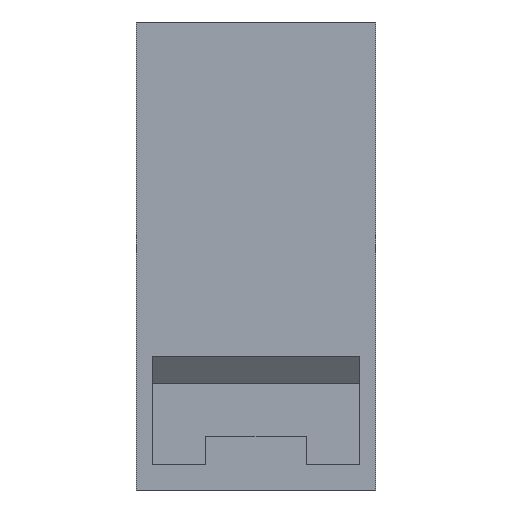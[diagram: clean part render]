
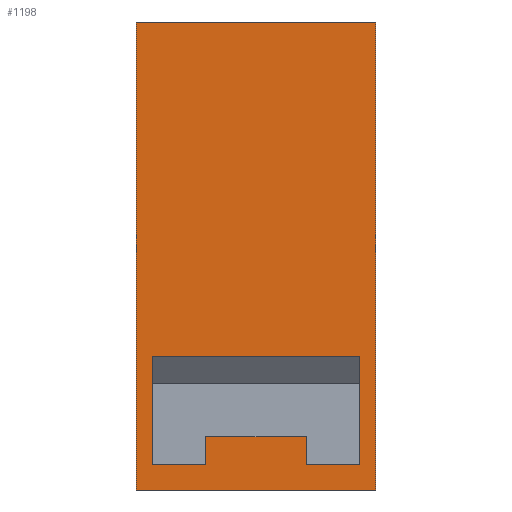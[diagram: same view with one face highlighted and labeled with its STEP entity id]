
A CAD part, front view. The second image highlights one B-rep face of the part: STEP entity #1198.
In plain terms, the highlighted planar face has unit normal (0, -1, 0).
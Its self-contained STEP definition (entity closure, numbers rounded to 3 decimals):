
#16=FACE_BOUND('',#113,.T.);
#50=FACE_OUTER_BOUND('',#112,.T.);
#112=EDGE_LOOP('',(#953,#954,#955,#956));
#113=EDGE_LOOP('',(#957,#958,#959,#960,#961,#962,#963,#964));
#158=LINE('',#1630,#328);
#172=LINE('',#1659,#342);
#178=LINE('',#1671,#348);
#193=LINE('',#1700,#363);
#222=LINE('',#1758,#392);
#223=LINE('',#1761,#393);
#235=LINE('',#1785,#405);
#237=LINE('',#1788,#407);
#254=LINE('',#1822,#424);
#257=LINE('',#1830,#427);
#258=LINE('',#1831,#428);
#259=LINE('',#1832,#429);
#328=VECTOR('',#1321,10.);
#342=VECTOR('',#1337,10.);
#348=VECTOR('',#1345,10.);
#363=VECTOR('',#1368,10.);
#392=VECTOR('',#1413,10.);
#393=VECTOR('',#1416,10.);
#405=VECTOR('',#1440,10.);
#407=VECTOR('',#1444,10.);
#424=VECTOR('',#1475,10.);
#427=VECTOR('',#1484,10.);
#428=VECTOR('',#1485,10.);
#429=VECTOR('',#1486,10.);
#498=VERTEX_POINT('',#1627);
#499=VERTEX_POINT('',#1629);
#511=VERTEX_POINT('',#1655);
#513=VERTEX_POINT('',#1658);
#515=VERTEX_POINT('',#1664);
#518=VERTEX_POINT('',#1669);
#549=VERTEX_POINT('',#1756);
#550=VERTEX_POINT('',#1760);
#554=VERTEX_POINT('',#1779);
#556=VERTEX_POINT('',#1783);
#567=VERTEX_POINT('',#1828);
#568=VERTEX_POINT('',#1829);
#610=EDGE_CURVE('',#498,#499,#158,.T.);
#624=EDGE_CURVE('',#511,#513,#172,.T.);
#630=EDGE_CURVE('',#515,#518,#178,.T.);
#645=EDGE_CURVE('',#513,#518,#193,.T.);
#674=EDGE_CURVE('',#511,#549,#222,.T.);
#675=EDGE_CURVE('',#550,#515,#223,.T.);
#687=EDGE_CURVE('',#554,#556,#235,.T.);
#689=EDGE_CURVE('',#556,#550,#237,.T.);
#706=EDGE_CURVE('',#549,#554,#254,.T.);
#709=EDGE_CURVE('',#567,#568,#257,.T.);
#710=EDGE_CURVE('',#567,#499,#258,.T.);
#711=EDGE_CURVE('',#568,#498,#259,.T.);
#953=ORIENTED_EDGE('',*,*,#709,.F.);
#954=ORIENTED_EDGE('',*,*,#710,.T.);
#955=ORIENTED_EDGE('',*,*,#610,.F.);
#956=ORIENTED_EDGE('',*,*,#711,.F.);
#957=ORIENTED_EDGE('',*,*,#706,.T.);
#958=ORIENTED_EDGE('',*,*,#687,.T.);
#959=ORIENTED_EDGE('',*,*,#689,.T.);
#960=ORIENTED_EDGE('',*,*,#675,.T.);
#961=ORIENTED_EDGE('',*,*,#630,.T.);
#962=ORIENTED_EDGE('',*,*,#645,.F.);
#963=ORIENTED_EDGE('',*,*,#624,.F.);
#964=ORIENTED_EDGE('',*,*,#674,.T.);
#1137=PLANE('',#1273);
#1198=ADVANCED_FACE('',(#50,#16),#1137,.T.);
#1273=AXIS2_PLACEMENT_3D('',#1827,#1482,#1483);
#1321=DIRECTION('',(1.,0.,0.));
#1337=DIRECTION('',(0.,0.,1.));
#1345=DIRECTION('',(0.,0.,1.));
#1368=DIRECTION('',(1.,0.,0.));
#1413=DIRECTION('',(-1.,0.,0.));
#1416=DIRECTION('',(-1.,0.,0.));
#1440=DIRECTION('',(1.,0.,0.));
#1444=DIRECTION('',(0.,0.,-1.));
#1475=DIRECTION('',(0.,0.,1.));
#1482=DIRECTION('center_axis',(0.,-1.,0.));
#1483=DIRECTION('ref_axis',(1.,0.,0.));
#1484=DIRECTION('',(-1.,0.,0.));
#1485=DIRECTION('',(0.,0.,1.));
#1486=DIRECTION('',(0.,0.,1.));
#1627=CARTESIAN_POINT('',(-76.077,-4.,140.));
#1629=CARTESIAN_POINT('',(-4.477,-4.,140.));
#1630=CARTESIAN_POINT('',(-4.5,-4.,140.));
#1655=CARTESIAN_POINT('',(-55.277,-4.,7.5));
#1658=CARTESIAN_POINT('',(-55.277,-4.,16.));
#1659=CARTESIAN_POINT('',(-55.277,-4.,2.));
#1664=CARTESIAN_POINT('',(-25.277,-4.,7.5));
#1669=CARTESIAN_POINT('',(-25.277,-4.,16.));
#1671=CARTESIAN_POINT('',(-25.277,-4.,2.));
#1700=CARTESIAN_POINT('',(-55.277,-4.,16.));
#1756=CARTESIAN_POINT('',(-71.277,-4.,7.5));
#1758=CARTESIAN_POINT('',(-65.677,-4.,7.5));
#1760=CARTESIAN_POINT('',(-9.277,-4.,7.5));
#1761=CARTESIAN_POINT('',(-42.677,-4.,7.5));
#1779=CARTESIAN_POINT('',(-71.277,-4.,40.));
#1783=CARTESIAN_POINT('',(-9.277,-4.,40.));
#1785=CARTESIAN_POINT('',(-73.677,-4.,40.));
#1788=CARTESIAN_POINT('',(-9.277,-4.,20.));
#1822=CARTESIAN_POINT('',(-71.277,-4.,3.75));
#1827=CARTESIAN_POINT('Origin',(-76.077,-4.,0.));
#1828=CARTESIAN_POINT('',(-4.477,-4.,0.));
#1829=CARTESIAN_POINT('',(-76.077,-4.,0.));
#1830=CARTESIAN_POINT('',(-4.5,-4.,0.));
#1831=CARTESIAN_POINT('',(-4.477,-4.,0.));
#1832=CARTESIAN_POINT('',(-76.077,-4.,0.));
